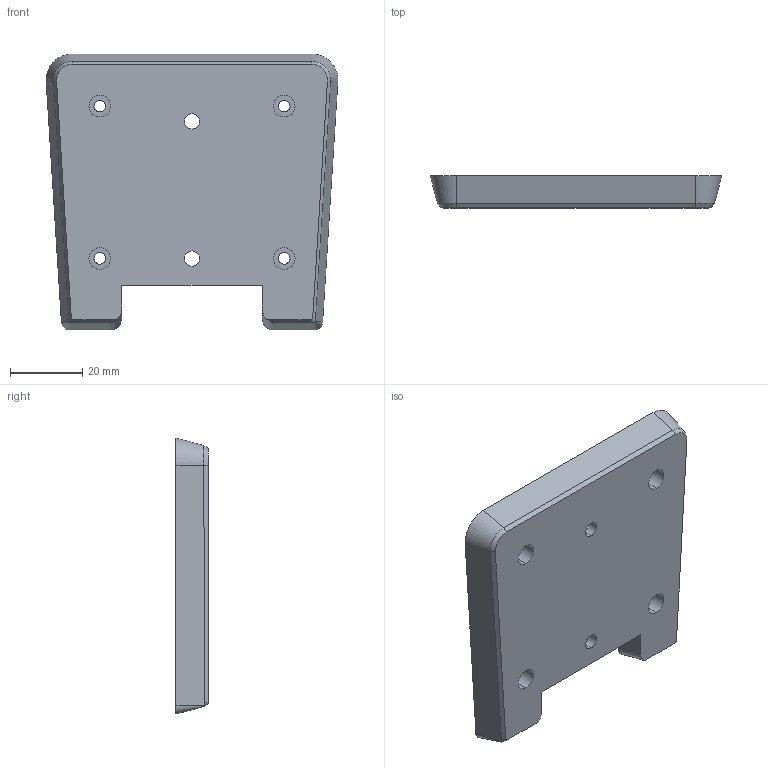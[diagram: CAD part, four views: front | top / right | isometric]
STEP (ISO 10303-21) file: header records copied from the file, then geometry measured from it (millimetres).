
FILE_DESCRIPTION (( 'STEP AP214' ), '1' );
FILE_NAME ('bottom.STEP', '2025-11-23T23:14:40', ( '' ), ( '' ), 'SwSTEP 2.0', 'SolidWorks 2025', '' );
FILE_SCHEMA (( 'AUTOMOTIVE_DESIGN' ));
Length unit declared in the file: millimetre
Products named in the file (1): bottom
Bounding box: 80.95 x 8.94 x 76.59 mm (x, y, z)
Volume: 29634.9 mm3; surface area: 14138.4 mm2
Topology: 1 solids, 1 shells, 51 faces, 135 edges, 90 vertices
Faces by surface type: cylinder 23, plane 20, bspline 8
Entity records: 2718 total; most frequent: CARTESIAN_POINT 1447, ORIENTED_EDGE 270, DIRECTION 237, EDGE_CURVE 135, VERTEX_POINT 90, AXIS2_PLACEMENT_3D 88, EDGE_LOOP 67, VECTOR 61
